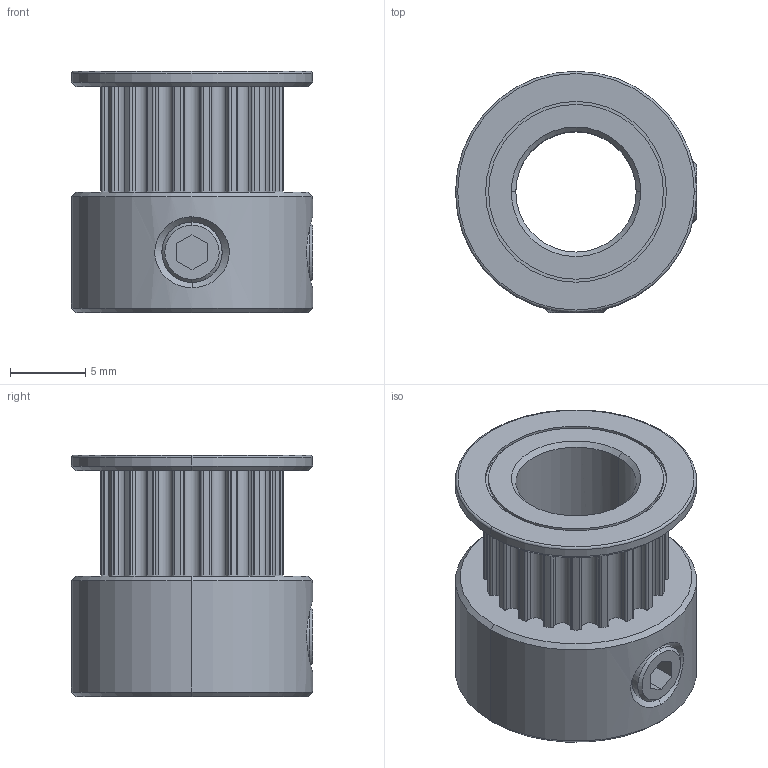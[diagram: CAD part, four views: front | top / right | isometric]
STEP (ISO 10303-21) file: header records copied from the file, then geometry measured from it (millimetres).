
FILE_DESCRIPTION (( 'STEP AP203' ), '1' );
FILE_NAME ('GT2_20T_8_6_Default_sldprt.STEP', '2023-01-28T16:53:52', ( 'Windows User' ), ( '' ), 'SwSTEP 2.0', 'SolidWorks 2022', '' );
FILE_SCHEMA (( 'CONFIG_CONTROL_DESIGN' ));
Length unit declared in the file: millimetre
Products named in the file (1): GT2_20T_8_6_Default_sldprt
Bounding box: 16 x 16 x 16 mm (x, y, z)
Volume: 1695.2 mm3; surface area: 1766.3 mm2
Topology: 1 solids, 1 shells, 247 faces, 680 edges, 445 vertices
Faces by surface type: cylinder 161, plane 66, cone 14, bspline 4, torus 2
Entity records: 10681 total; most frequent: CARTESIAN_POINT 4037, DIRECTION 1481, ORIENTED_EDGE 1360, EDGE_CURVE 680, AXIS2_PLACEMENT_3D 576, VERTEX_POINT 445, CIRCLE 332, VECTOR 329
